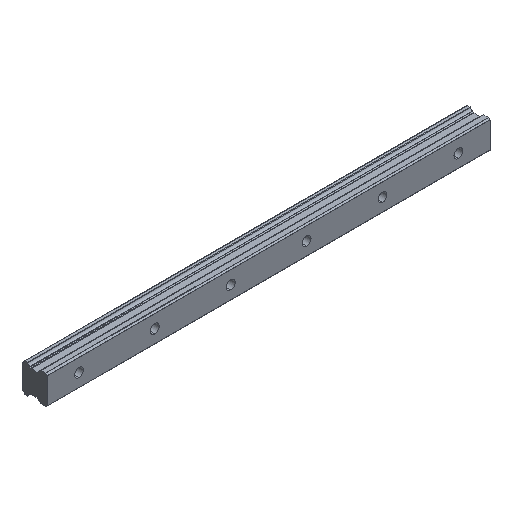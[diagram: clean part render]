
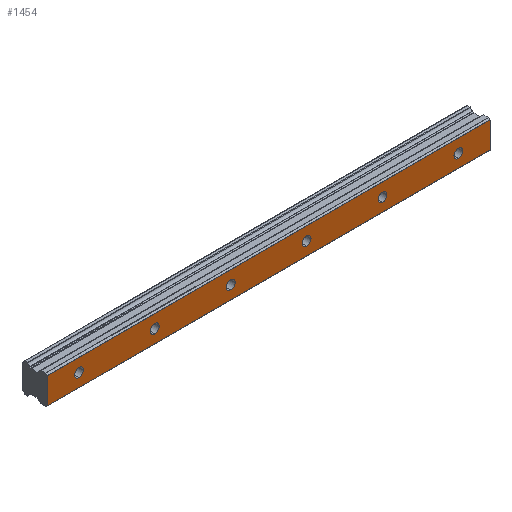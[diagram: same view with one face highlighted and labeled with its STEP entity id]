
A CAD part, isometric view. The second image highlights one B-rep face of the part: STEP entity #1454.
In plain terms, the highlighted planar face has unit normal (0, -1, 0).
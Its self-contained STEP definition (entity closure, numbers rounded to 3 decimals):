
#4 = DIRECTION ( 'NONE',  ( -1., 0., 0. ) ) ;
#23 = CARTESIAN_POINT ( 'NONE',  ( 0., 0., 0. ) ) ;
#44 = VERTEX_POINT ( 'NONE', #562 ) ;
#59 = EDGE_CURVE ( 'NONE', #2088, #1089, #1866, .T. ) ;
#68 = AXIS2_PLACEMENT_3D ( 'NONE', #2376, #1798, #1462 ) ;
#73 = CARTESIAN_POINT ( 'NONE',  ( 60., 0., -3.5 ) ) ;
#115 = FACE_OUTER_BOUND ( 'NONE', #1889, .T. ) ;
#130 = EDGE_CURVE ( 'NONE', #2388, #1995, #814, .T. ) ;
#137 = PLANE ( 'NONE',  #68 ) ;
#189 = EDGE_CURVE ( 'NONE', #1995, #2388, #509, .T. ) ;
#199 = CIRCLE ( 'NONE', #1122, 3.5 ) ;
#219 = AXIS2_PLACEMENT_3D ( 'NONE', #2045, #388, #2216 ) ;
#221 = CARTESIAN_POINT ( 'NONE',  ( 325., 0., 10.286 ) ) ;
#222 = AXIS2_PLACEMENT_3D ( 'NONE', #957, #1697, #1897 ) ;
#228 = ORIENTED_EDGE ( 'NONE', *, *, #130, .F. ) ;
#231 = DIRECTION ( 'NONE',  ( 0., 0., 1. ) ) ;
#237 = CIRCLE ( 'NONE', #1820, 3.5 ) ;
#267 = EDGE_CURVE ( 'NONE', #1900, #1009, #237, .T. ) ;
#272 = CIRCLE ( 'NONE', #1265, 3.5 ) ;
#275 = DIRECTION ( 'NONE',  ( 0., 0., 1. ) ) ;
#278 = CARTESIAN_POINT ( 'NONE',  ( 240., 0., 3.5 ) ) ;
#288 = CIRCLE ( 'NONE', #2067, 3.5 ) ;
#312 = ORIENTED_EDGE ( 'NONE', *, *, #1322, .F. ) ;
#351 = EDGE_LOOP ( 'NONE', ( #312, #2322 ) ) ;
#369 = EDGE_CURVE ( 'NONE', #807, #44, #773, .T. ) ;
#383 = ORIENTED_EDGE ( 'NONE', *, *, #2325, .F. ) ;
#384 = EDGE_CURVE ( 'NONE', #44, #807, #272, .T. ) ;
#388 = DIRECTION ( 'NONE',  ( 0., -1., 0. ) ) ;
#396 = CARTESIAN_POINT ( 'NONE',  ( -25., 0., 10.286 ) ) ;
#416 = DIRECTION ( 'NONE',  ( 0., -1., 0. ) ) ;
#425 = CARTESIAN_POINT ( 'NONE',  ( 325., 0., -10.286 ) ) ;
#443 = CARTESIAN_POINT ( 'NONE',  ( 60., 0., 0. ) ) ;
#467 = CARTESIAN_POINT ( 'NONE',  ( 120., 0., -3.5 ) ) ;
#509 = CIRCLE ( 'NONE', #2011, 3.5 ) ;
#519 = EDGE_LOOP ( 'NONE', ( #228, #693 ) ) ;
#562 = CARTESIAN_POINT ( 'NONE',  ( 0., 0., 3.5 ) ) ;
#588 = DIRECTION ( 'NONE',  ( 1., 0., 0. ) ) ;
#603 = VERTEX_POINT ( 'NONE', #1639 ) ;
#610 = EDGE_CURVE ( 'NONE', #646, #1025, #1238, .T. ) ;
#620 = DIRECTION ( 'NONE',  ( 0., 0., 1. ) ) ;
#630 = DIRECTION ( 'NONE',  ( 0., 0., 1. ) ) ;
#635 = ORIENTED_EDGE ( 'NONE', *, *, #267, .F. ) ;
#646 = VERTEX_POINT ( 'NONE', #2265 ) ;
#667 = EDGE_CURVE ( 'NONE', #1089, #646, #2250, .T. ) ;
#693 = ORIENTED_EDGE ( 'NONE', *, *, #189, .F. ) ;
#706 = CIRCLE ( 'NONE', #2175, 3.5 ) ;
#727 = LINE ( 'NONE', #221, #1626 ) ;
#745 = ORIENTED_EDGE ( 'NONE', *, *, #1634, .F. ) ;
#773 = CIRCLE ( 'NONE', #1113, 3.5 ) ;
#780 = CIRCLE ( 'NONE', #932, 3.5 ) ;
#782 = CARTESIAN_POINT ( 'NONE',  ( 120., 0., 0. ) ) ;
#792 = VERTEX_POINT ( 'NONE', #73 ) ;
#801 = DIRECTION ( 'NONE',  ( 0., 0., 1. ) ) ;
#805 = FACE_BOUND ( 'NONE', #929, .T. ) ;
#807 = VERTEX_POINT ( 'NONE', #1000 ) ;
#814 = CIRCLE ( 'NONE', #2243, 3.5 ) ;
#821 = DIRECTION ( 'NONE',  ( 0., -1., 0. ) ) ;
#856 = ORIENTED_EDGE ( 'NONE', *, *, #369, .F. ) ;
#904 = CARTESIAN_POINT ( 'NONE',  ( 60., 0., 3.5 ) ) ;
#905 = DIRECTION ( 'NONE',  ( 0., 0., 1. ) ) ;
#918 = CARTESIAN_POINT ( 'NONE',  ( 180., 0., 3.5 ) ) ;
#929 = EDGE_LOOP ( 'NONE', ( #745, #1293 ) ) ;
#932 = AXIS2_PLACEMENT_3D ( 'NONE', #976, #821, #1925 ) ;
#957 = CARTESIAN_POINT ( 'NONE',  ( 180., 0., 0. ) ) ;
#976 = CARTESIAN_POINT ( 'NONE',  ( 180., 0., 0. ) ) ;
#981 = CARTESIAN_POINT ( 'NONE',  ( 300., 0., 3.5 ) ) ;
#999 = CARTESIAN_POINT ( 'NONE',  ( 300., 0., 0. ) ) ;
#1000 = CARTESIAN_POINT ( 'NONE',  ( 0., 0., -3.5 ) ) ;
#1006 = FACE_BOUND ( 'NONE', #2068, .T. ) ;
#1009 = VERTEX_POINT ( 'NONE', #1638 ) ;
#1025 = VERTEX_POINT ( 'NONE', #396 ) ;
#1070 = DIRECTION ( 'NONE',  ( 0., 0., -1. ) ) ;
#1089 = VERTEX_POINT ( 'NONE', #1505 ) ;
#1090 = CARTESIAN_POINT ( 'NONE',  ( 120., 0., 0. ) ) ;
#1100 = EDGE_CURVE ( 'NONE', #1009, #1900, #288, .T. ) ;
#1113 = AXIS2_PLACEMENT_3D ( 'NONE', #23, #1314, #801 ) ;
#1116 = CARTESIAN_POINT ( 'NONE',  ( 325., 0., 10.286 ) ) ;
#1122 = AXIS2_PLACEMENT_3D ( 'NONE', #2074, #416, #231 ) ;
#1146 = DIRECTION ( 'NONE',  ( 0., -1., 0. ) ) ;
#1156 = VECTOR ( 'NONE', #1070, 1000. ) ;
#1167 = EDGE_CURVE ( 'NONE', #603, #1268, #780, .T. ) ;
#1180 = DIRECTION ( 'NONE',  ( 0., -1., 0. ) ) ;
#1187 = FACE_BOUND ( 'NONE', #2231, .T. ) ;
#1238 = LINE ( 'NONE', #2153, #1401 ) ;
#1251 = CIRCLE ( 'NONE', #219, 3.5 ) ;
#1265 = AXIS2_PLACEMENT_3D ( 'NONE', #2269, #1146, #1895 ) ;
#1268 = VERTEX_POINT ( 'NONE', #918 ) ;
#1275 = CARTESIAN_POINT ( 'NONE',  ( 300., 0., -3.5 ) ) ;
#1293 = ORIENTED_EDGE ( 'NONE', *, *, #2279, .F. ) ;
#1314 = DIRECTION ( 'NONE',  ( 0., -1., 0. ) ) ;
#1322 = EDGE_CURVE ( 'NONE', #1268, #603, #2230, .T. ) ;
#1332 = DIRECTION ( 'NONE',  ( 0., 0., 1. ) ) ;
#1375 = DIRECTION ( 'NONE',  ( 0., -1., 0. ) ) ;
#1401 = VECTOR ( 'NONE', #1984, 1000. ) ;
#1411 = ORIENTED_EDGE ( 'NONE', *, *, #1100, .F. ) ;
#1454 = ADVANCED_FACE ( 'NONE', ( #115, #1187, #1934, #805, #1539, #1006, #1618 ), #137, .F. ) ;
#1462 = DIRECTION ( 'NONE',  ( 0., 0., 1. ) ) ;
#1505 = CARTESIAN_POINT ( 'NONE',  ( 325., 0., -10.286 ) ) ;
#1510 = CARTESIAN_POINT ( 'NONE',  ( 325., 0., 10.286 ) ) ;
#1539 = FACE_BOUND ( 'NONE', #351, .T. ) ;
#1543 = VERTEX_POINT ( 'NONE', #904 ) ;
#1548 = DIRECTION ( 'NONE',  ( 0., -1., 0. ) ) ;
#1618 = FACE_BOUND ( 'NONE', #2141, .T. ) ;
#1626 = VECTOR ( 'NONE', #588, 1000. ) ;
#1627 = AXIS2_PLACEMENT_3D ( 'NONE', #2219, #2035, #905 ) ;
#1634 = EDGE_CURVE ( 'NONE', #1802, #2378, #1251, .T. ) ;
#1638 = CARTESIAN_POINT ( 'NONE',  ( 120., 0., 3.5 ) ) ;
#1639 = CARTESIAN_POINT ( 'NONE',  ( 180., 0., -3.5 ) ) ;
#1697 = DIRECTION ( 'NONE',  ( 0., -1., 0. ) ) ;
#1715 = DIRECTION ( 'NONE',  ( 0., -1., 0. ) ) ;
#1716 = CIRCLE ( 'NONE', #1627, 3.5 ) ;
#1798 = DIRECTION ( 'NONE',  ( 0., 1., 0. ) ) ;
#1802 = VERTEX_POINT ( 'NONE', #278 ) ;
#1810 = ORIENTED_EDGE ( 'NONE', *, *, #667, .F. ) ;
#1820 = AXIS2_PLACEMENT_3D ( 'NONE', #1090, #1715, #1332 ) ;
#1861 = DIRECTION ( 'NONE',  ( 0., 0., 1. ) ) ;
#1866 = LINE ( 'NONE', #1116, #1156 ) ;
#1889 = EDGE_LOOP ( 'NONE', ( #1810, #2348, #1959, #2036 ) ) ;
#1895 = DIRECTION ( 'NONE',  ( 0., 0., 1. ) ) ;
#1897 = DIRECTION ( 'NONE',  ( 0., 0., 1. ) ) ;
#1900 = VERTEX_POINT ( 'NONE', #467 ) ;
#1925 = DIRECTION ( 'NONE',  ( 0., 0., 1. ) ) ;
#1934 = FACE_BOUND ( 'NONE', #519, .T. ) ;
#1959 = ORIENTED_EDGE ( 'NONE', *, *, #2159, .F. ) ;
#1968 = ORIENTED_EDGE ( 'NONE', *, *, #384, .F. ) ;
#1984 = DIRECTION ( 'NONE',  ( 0., 0., 1. ) ) ;
#1995 = VERTEX_POINT ( 'NONE', #1275 ) ;
#2011 = AXIS2_PLACEMENT_3D ( 'NONE', #2121, #1375, #275 ) ;
#2035 = DIRECTION ( 'NONE',  ( 0., -1., 0. ) ) ;
#2036 = ORIENTED_EDGE ( 'NONE', *, *, #610, .F. ) ;
#2045 = CARTESIAN_POINT ( 'NONE',  ( 240., 0., 0. ) ) ;
#2051 = DIRECTION ( 'NONE',  ( 0., -1., 0. ) ) ;
#2067 = AXIS2_PLACEMENT_3D ( 'NONE', #782, #2051, #1861 ) ;
#2068 = EDGE_LOOP ( 'NONE', ( #1411, #635 ) ) ;
#2074 = CARTESIAN_POINT ( 'NONE',  ( 60., 0., 0. ) ) ;
#2088 = VERTEX_POINT ( 'NONE', #1510 ) ;
#2102 = VECTOR ( 'NONE', #4, 1000. ) ;
#2121 = CARTESIAN_POINT ( 'NONE',  ( 300., 0., 0. ) ) ;
#2138 = ORIENTED_EDGE ( 'NONE', *, *, #2148, .F. ) ;
#2141 = EDGE_LOOP ( 'NONE', ( #2138, #383 ) ) ;
#2148 = EDGE_CURVE ( 'NONE', #1543, #792, #199, .T. ) ;
#2153 = CARTESIAN_POINT ( 'NONE',  ( -25., 0., 10.286 ) ) ;
#2159 = EDGE_CURVE ( 'NONE', #1025, #2088, #727, .T. ) ;
#2175 = AXIS2_PLACEMENT_3D ( 'NONE', #443, #1548, #620 ) ;
#2216 = DIRECTION ( 'NONE',  ( 0., 0., 1. ) ) ;
#2219 = CARTESIAN_POINT ( 'NONE',  ( 240., 0., 0. ) ) ;
#2230 = CIRCLE ( 'NONE', #222, 3.5 ) ;
#2231 = EDGE_LOOP ( 'NONE', ( #1968, #856 ) ) ;
#2243 = AXIS2_PLACEMENT_3D ( 'NONE', #999, #1180, #630 ) ;
#2250 = LINE ( 'NONE', #425, #2102 ) ;
#2265 = CARTESIAN_POINT ( 'NONE',  ( -25., 0., -10.286 ) ) ;
#2269 = CARTESIAN_POINT ( 'NONE',  ( 0., 0., 0. ) ) ;
#2271 = CARTESIAN_POINT ( 'NONE',  ( 240., 0., -3.5 ) ) ;
#2279 = EDGE_CURVE ( 'NONE', #2378, #1802, #1716, .T. ) ;
#2322 = ORIENTED_EDGE ( 'NONE', *, *, #1167, .F. ) ;
#2325 = EDGE_CURVE ( 'NONE', #792, #1543, #706, .T. ) ;
#2348 = ORIENTED_EDGE ( 'NONE', *, *, #59, .F. ) ;
#2376 = CARTESIAN_POINT ( 'NONE',  ( 325., 0., 10.286 ) ) ;
#2378 = VERTEX_POINT ( 'NONE', #2271 ) ;
#2388 = VERTEX_POINT ( 'NONE', #981 ) ;
